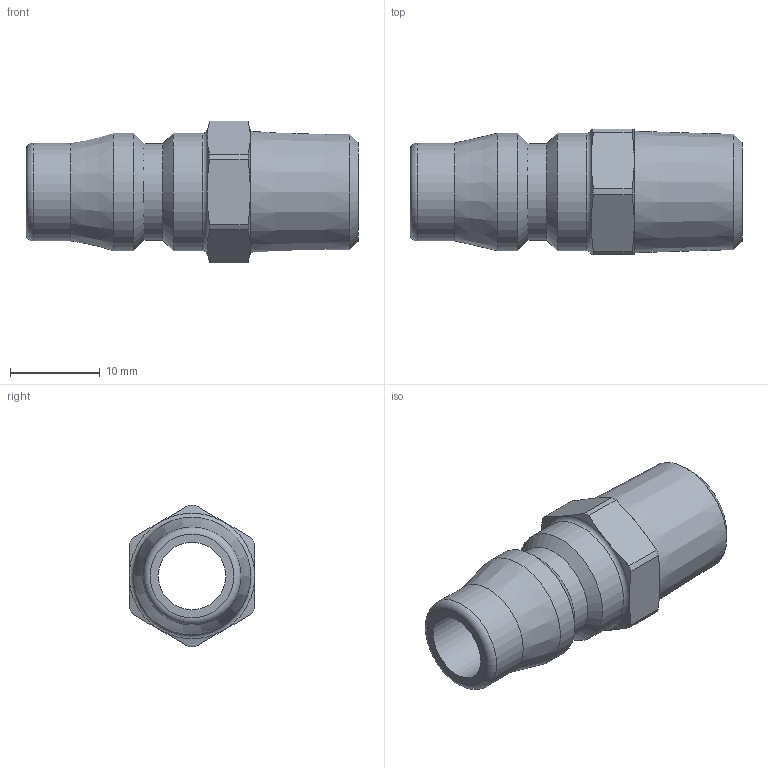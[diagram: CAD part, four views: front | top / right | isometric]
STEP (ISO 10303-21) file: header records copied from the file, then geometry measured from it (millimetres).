
FILE_DESCRIPTION((''),'2;1');
FILE_NAME('13sfak13sxn.stp','2013-10-08T08:20:17',('IA176480'),(''),'Autodesk Inventor 2013','Autodesk Inventor 2013','');
FILE_SCHEMA(('AUTOMOTIVE_DESIGN { 1 0 10303 214 1 1 1 1 }'));
Length unit declared in the file: millimetre
Products named in the file (1): D107942
Bounding box: 37 x 14 x 15.8 mm (x, y, z)
Volume: 3061.5 mm3; surface area: 2538.6 mm2
Topology: 1 solids, 1 shells, 39 faces, 87 edges, 51 vertices
Faces by surface type: cone 17, cylinder 11, plane 9, torus 2
Full cylindrical faces by diameter (mm): 7.5 x1, 10.8 x1, 10.9 x1, 13.1 x2
Entity records: 1008 total; most frequent: CARTESIAN_POINT 212, DIRECTION 168, ORIENTED_EDGE 148, AXIS2_PLACEMENT_3D 78, EDGE_CURVE 74, EDGE_LOOP 54, VERTEX_POINT 50, FACE_OUTER_BOUND 39
